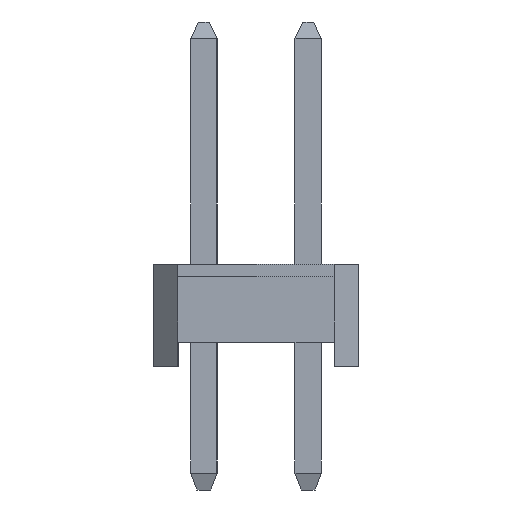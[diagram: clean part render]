
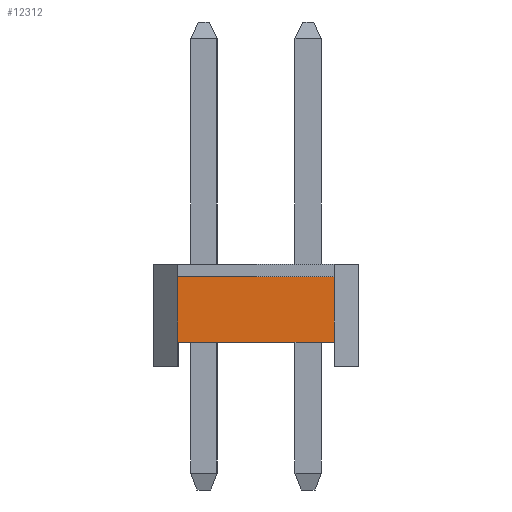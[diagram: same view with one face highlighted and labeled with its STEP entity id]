
A CAD part, left-side view. The second image highlights one B-rep face of the part: STEP entity #12312.
In plain terms, the highlighted planar face has unit normal (-1, 0, 0).
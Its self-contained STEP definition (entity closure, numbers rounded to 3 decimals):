
#328 = CARTESIAN_POINT ( 'NONE',  ( -1.27, -1.9, 2.5 ) ) ;
#1169 = EDGE_CURVE ( 'NONE', #23740, #17794, #21036, .T. ) ;
#1696 = VECTOR ( 'NONE', #15526, 1000. ) ;
#1855 = DIRECTION ( 'NONE',  ( 0., 0., -1. ) ) ;
#3497 = LINE ( 'NONE', #328, #8334 ) ;
#4035 = CARTESIAN_POINT ( 'NONE',  ( -1.27, 1.9, 2.5 ) ) ;
#4506 = ORIENTED_EDGE ( 'NONE', *, *, #10013, .T. ) ;
#4775 = EDGE_CURVE ( 'NONE', #23642, #13790, #3497, .T. ) ;
#7592 = CARTESIAN_POINT ( 'NONE',  ( -1.27, 1.9, 0.6 ) ) ;
#8266 = CARTESIAN_POINT ( 'NONE',  ( -1.27, -1.9, 2.2 ) ) ;
#8334 = VECTOR ( 'NONE', #10814, 1000. ) ;
#9431 = DIRECTION ( 'NONE',  ( 0., -1., 0. ) ) ;
#10013 = EDGE_CURVE ( 'NONE', #17794, #13790, #10676, .T. ) ;
#10676 = LINE ( 'NONE', #7592, #12280 ) ;
#10814 = DIRECTION ( 'NONE',  ( 0., 0., -1. ) ) ;
#12058 = AXIS2_PLACEMENT_3D ( 'NONE', #22407, #16258, #16091 ) ;
#12280 = VECTOR ( 'NONE', #9431, 1000. ) ;
#12312 = ADVANCED_FACE ( 'NONE', ( #13590 ), #18174, .F. ) ;
#12446 = CARTESIAN_POINT ( 'NONE',  ( -1.27, 1.9, 0.6 ) ) ;
#13292 = VECTOR ( 'NONE', #1855, 1000. ) ;
#13359 = CARTESIAN_POINT ( 'NONE',  ( -1.27, -1.9, 2.2 ) ) ;
#13590 = FACE_OUTER_BOUND ( 'NONE', #15204, .T. ) ;
#13790 = VERTEX_POINT ( 'NONE', #13856 ) ;
#13856 = CARTESIAN_POINT ( 'NONE',  ( -1.27, -1.9, 0.6 ) ) ;
#15204 = EDGE_LOOP ( 'NONE', ( #20601, #18561, #22574, #4506 ) ) ;
#15526 = DIRECTION ( 'NONE',  ( 0., -1., 0. ) ) ;
#16091 = DIRECTION ( 'NONE',  ( 0., 0., -1. ) ) ;
#16258 = DIRECTION ( 'NONE',  ( 1., 0., 0. ) ) ;
#16566 = LINE ( 'NONE', #13359, #1696 ) ;
#17794 = VERTEX_POINT ( 'NONE', #12446 ) ;
#18174 = PLANE ( 'NONE',  #12058 ) ;
#18561 = ORIENTED_EDGE ( 'NONE', *, *, #23381, .F. ) ;
#20601 = ORIENTED_EDGE ( 'NONE', *, *, #4775, .F. ) ;
#21036 = LINE ( 'NONE', #4035, #13292 ) ;
#22407 = CARTESIAN_POINT ( 'NONE',  ( -1.27, 1.9, 2.5 ) ) ;
#22574 = ORIENTED_EDGE ( 'NONE', *, *, #1169, .T. ) ;
#23145 = CARTESIAN_POINT ( 'NONE',  ( -1.27, 1.9, 2.2 ) ) ;
#23381 = EDGE_CURVE ( 'NONE', #23740, #23642, #16566, .T. ) ;
#23642 = VERTEX_POINT ( 'NONE', #8266 ) ;
#23740 = VERTEX_POINT ( 'NONE', #23145 ) ;
